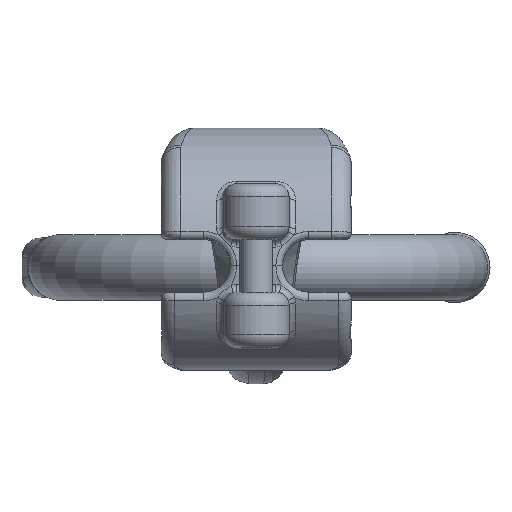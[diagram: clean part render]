
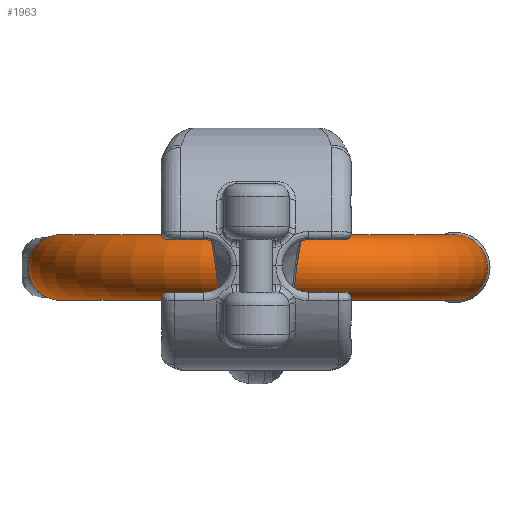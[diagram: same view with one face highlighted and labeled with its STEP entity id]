
A CAD part, front view. The second image highlights one B-rep face of the part: STEP entity #1963.
In plain terms, the highlighted toroidal (fillet/blend) face has major radius 30 mm and minor radius 5 mm.
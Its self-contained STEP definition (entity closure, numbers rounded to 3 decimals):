
#1928=TOROIDAL_SURFACE('',#8899,30.,5.);
#1963=ADVANCED_FACE('',(#2883,#2884),#1928,.T.);
#2591=CIRCLE('',#8886,5.);
#2593=CIRCLE('',#8892,5.);
#2883=FACE_BOUND('',#2925,.T.);
#2884=FACE_BOUND('',#2926,.T.);
#2925=EDGE_LOOP('',(#3602));
#2926=EDGE_LOOP('',(#3603));
#3602=ORIENTED_EDGE('',*,*,#6998,.F.);
#3603=ORIENTED_EDGE('',*,*,#6984,.T.);
#6188=VERTEX_POINT('',#11535);
#6202=VERTEX_POINT('',#11711);
#6984=EDGE_CURVE('',#6188,#6188,#2591,.T.);
#6998=EDGE_CURVE('',#6202,#6202,#2593,.T.);
#8886=AXIS2_PLACEMENT_3D('',#11534,#9545,#9546);
#8892=AXIS2_PLACEMENT_3D('',#11710,#9557,#9558);
#8899=AXIS2_PLACEMENT_3D('',#11721,#9571,#9572);
#9545=DIRECTION('',(0.,-1.,0.));
#9546=DIRECTION('',(0.,0.,1.));
#9557=DIRECTION('',(0.,1.,0.));
#9558=DIRECTION('',(0.,0.,1.));
#9571=DIRECTION('',(0.,0.,-1.));
#9572=DIRECTION('',(-1.,0.,0.));
#11534=CARTESIAN_POINT('',(-30.,-15.,0.));
#11535=CARTESIAN_POINT('',(-30.,-15.,5.));
#11710=CARTESIAN_POINT('',(30.,-15.,0.));
#11711=CARTESIAN_POINT('',(30.,-15.,5.));
#11721=CARTESIAN_POINT('',(0.,-15.,0.));
